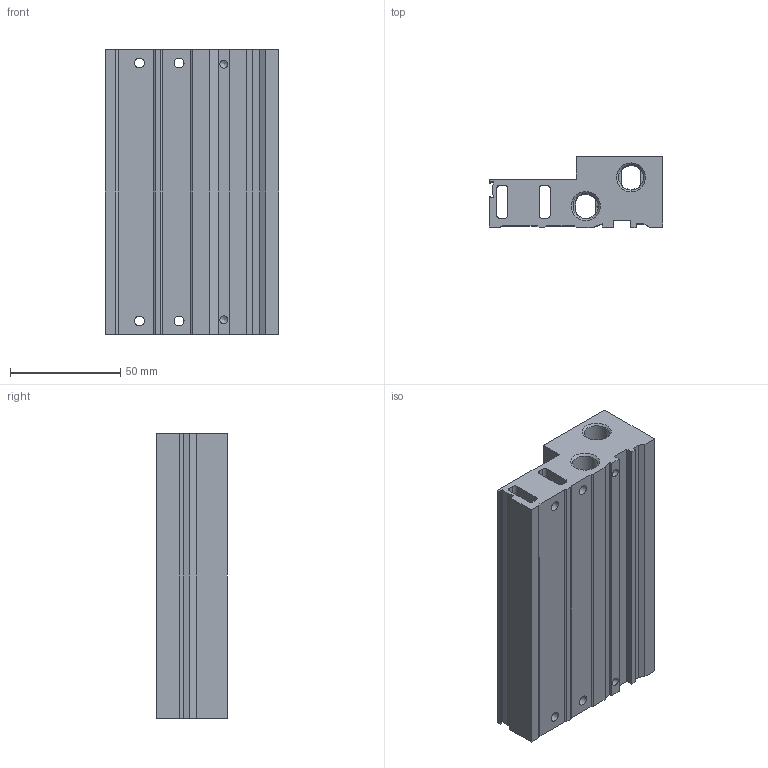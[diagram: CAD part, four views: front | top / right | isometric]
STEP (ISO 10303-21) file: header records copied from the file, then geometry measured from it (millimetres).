
FILE_DESCRIPTION(/* description */ ('STEP AP214'),/* implementation_level */ '2;1');
FILE_NAME(/* name */ '525223_MHA3-PR6-3-1_8',/* time_stamp */ '2024-09-05T12:47:15+02:00',/* author */ ('License CC BY-ND 4.0'),/* organization */ ('CADENAS'),/* preprocessor_version */ 'ST-DEVELOPER v19.3',/* originating_system */ 'PARTsolutions',/* authorisation */ ' ');
FILE_SCHEMA (('AUTOMOTIVE_DESIGN {1 0 10303 214 3 1 1}'));
Length unit declared in the file: millimetre
Products named in the file (1): 525223 MHA3-PR6-3-1/8
Bounding box: 78.9 x 32 x 129 mm (x, y, z)
Volume: 209338 mm3; surface area: 61576.5 mm2
Topology: 1 solids, 1 shells, 214 faces, 648 edges, 414 vertices
Faces by surface type: cylinder 86, cone 72, plane 56
Full cylindrical faces by diameter (mm): 2.459 x12, 3.7 x2, 3.95 x6, 4.5 x4, 5 x24, 8 x4, 8.566 x6, 11.445 x4
Entity records: 6305 total; most frequent: CARTESIAN_POINT 1336, DIRECTION 1020, ORIENTED_EDGE 868, EDGE_CURVE 434, AXIS2_PLACEMENT_3D 419, FACE_BOUND 398, EDGE_LOOP 372, VERTEX_POINT 354
